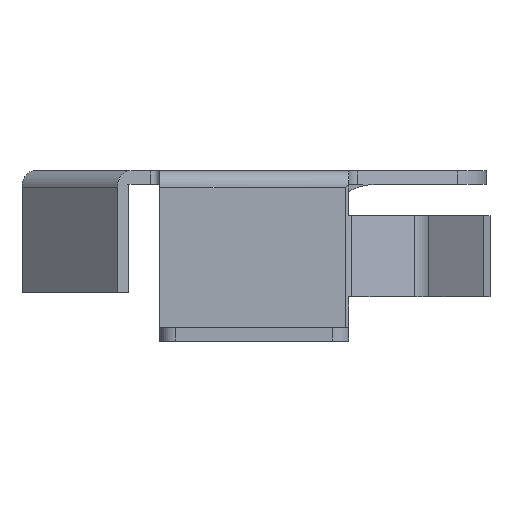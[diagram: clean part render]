
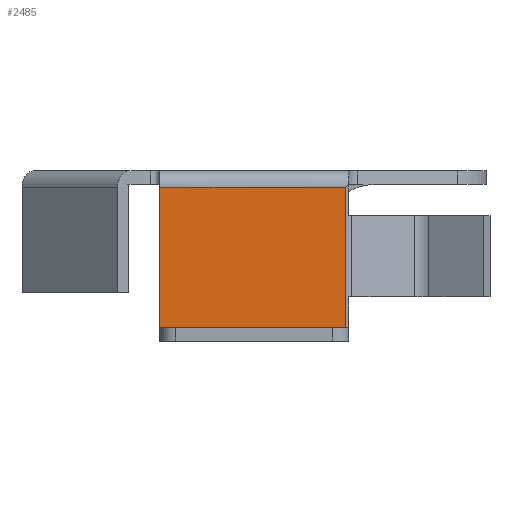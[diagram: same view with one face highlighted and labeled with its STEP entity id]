
A CAD part, left-side view. The second image highlights one B-rep face of the part: STEP entity #2485.
In plain terms, the highlighted planar face has unit normal (-1, 0, 0).
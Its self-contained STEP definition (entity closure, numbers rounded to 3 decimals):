
#86=PLANE('',#2723);
#198=FACE_OUTER_BOUND('',#332,.T.);
#332=EDGE_LOOP('',(#2152,#2153,#2154,#2155));
#652=LINE('',#4199,#897);
#684=LINE('',#4288,#929);
#685=LINE('',#4290,#930);
#686=LINE('',#4291,#931);
#897=VECTOR('',#3277,10.);
#929=VECTOR('',#3363,10.);
#930=VECTOR('',#3364,10.);
#931=VECTOR('',#3365,10.);
#1188=VERTEX_POINT('',#4196);
#1189=VERTEX_POINT('',#4198);
#1215=VERTEX_POINT('',#4287);
#1216=VERTEX_POINT('',#4289);
#1511=EDGE_CURVE('',#1188,#1189,#652,.T.);
#1555=EDGE_CURVE('',#1215,#1188,#684,.T.);
#1556=EDGE_CURVE('',#1216,#1215,#685,.T.);
#1557=EDGE_CURVE('',#1216,#1189,#686,.T.);
#2152=ORIENTED_EDGE('',*,*,#1555,.F.);
#2153=ORIENTED_EDGE('',*,*,#1556,.F.);
#2154=ORIENTED_EDGE('',*,*,#1557,.T.);
#2155=ORIENTED_EDGE('',*,*,#1511,.F.);
#2485=ADVANCED_FACE('',(#198),#86,.T.);
#2723=AXIS2_PLACEMENT_3D('',#4286,#3361,#3362);
#3277=DIRECTION('',(0.,1.,0.));
#3361=DIRECTION('center_axis',(-1.,0.,0.));
#3362=DIRECTION('ref_axis',(0.,1.,0.));
#3363=DIRECTION('',(0.,0.,-1.));
#3364=DIRECTION('',(0.,-1.,0.));
#3365=DIRECTION('',(0.,0.,-1.));
#4196=CARTESIAN_POINT('',(-4.85,-1.478,0.25));
#4198=CARTESIAN_POINT('',(-4.85,1.962,0.25));
#4199=CARTESIAN_POINT('',(-4.85,-0.663,0.25));
#4286=CARTESIAN_POINT('Origin',(-4.85,-1.538,3.15));
#4287=CARTESIAN_POINT('',(-4.85,-1.478,2.85));
#4288=CARTESIAN_POINT('',(-4.85,-1.478,1.985));
#4289=CARTESIAN_POINT('',(-4.85,1.962,2.85));
#4290=CARTESIAN_POINT('',(-4.85,-0.663,2.85));
#4291=CARTESIAN_POINT('',(-4.85,1.962,3.15));
